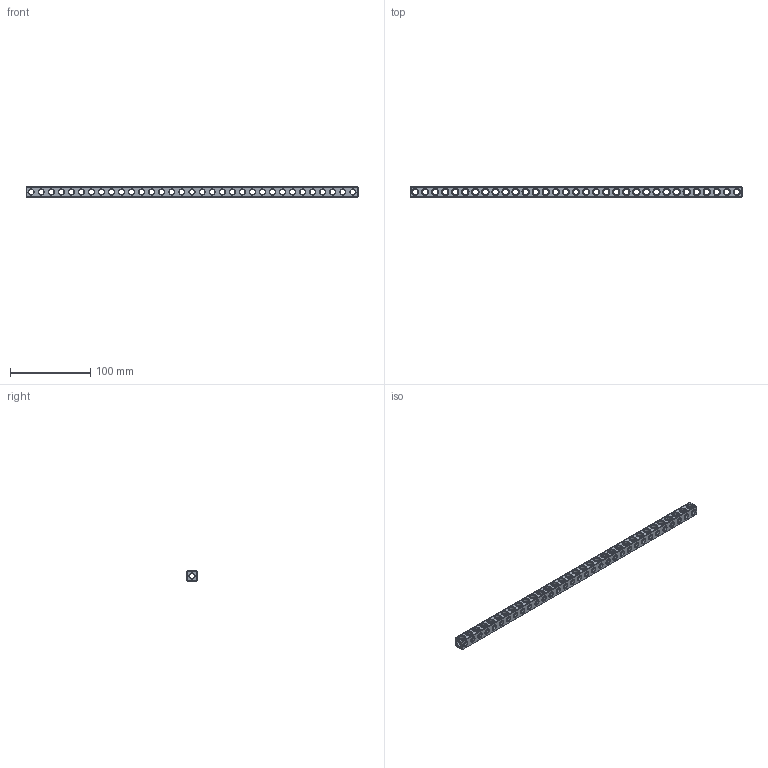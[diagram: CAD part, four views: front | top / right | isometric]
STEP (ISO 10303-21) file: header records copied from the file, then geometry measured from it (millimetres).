
FILE_DESCRIPTION(('FreeCAD Model'),'2;1');
FILE_NAME('Open CASCADE Shape Model','2021-05-23T22:23:15',( 'Paulo Kiefe'),('STEMFIE.org'),'Open CASCADE STEP processor 7.4', 'FreeCAD','Unknown');
FILE_SCHEMA(('AUTOMOTIVE_DESIGN { 1 0 10303 214 1 1 1 1 }'));
Products named in the file (1): Beam_STR_ESS_BU33x01x01_-_SPN-BEM-0070_(stemfie.org)
Bounding box: 412.5 x 12.5 x 12.5 mm (x, y, z)
Volume: 32214.5 mm3; surface area: 28824.2 mm2
Topology: 1 solids, 1 shells, 804 faces, 2599 edges, 1732 vertices
Faces by surface type: plane 365, cylinder 199, cone 134, extrusion 106
Full cylindrical faces by diameter (mm): 7 x166, 9.2 x33
Entity records: 98606 total; most frequent: CARTESIAN_POINT 49822, DIRECTION 8286, ORIENTED_EDGE 5198, PCURVE 5198, DEFINITIONAL_REPRESENTATION 5198, VECTOR 4668, LINE 4562, EDGE_CURVE 2599
